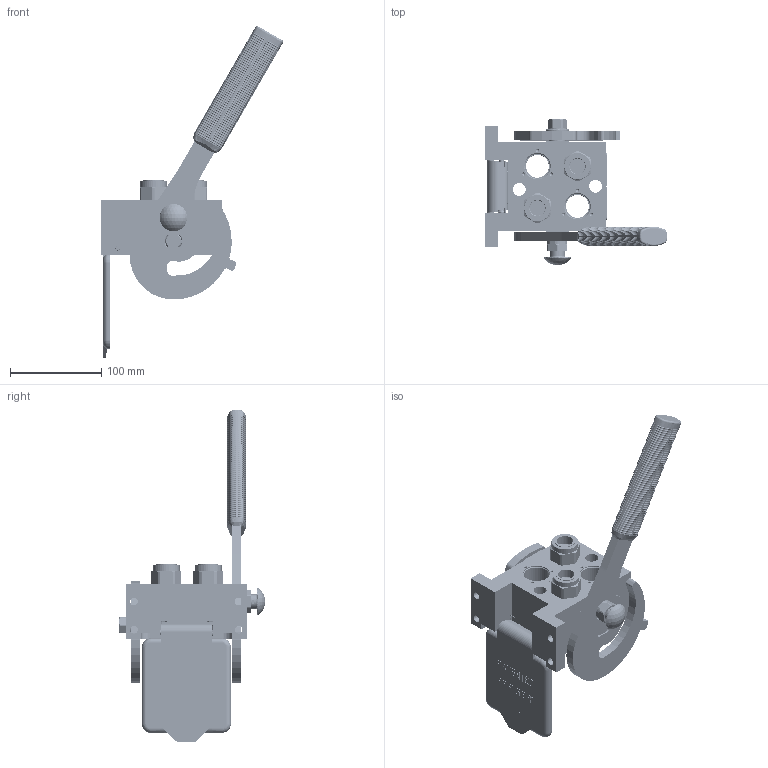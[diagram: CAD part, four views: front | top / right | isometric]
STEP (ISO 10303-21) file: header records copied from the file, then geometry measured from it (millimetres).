
FILE_DESCRIPTION (( 'STEP AP214' ), '1' );
FILE_NAME ('FASTER.step', '2024-11-04T12:41:47', ( '' ), ( '' ), 'SwSTEP 2.0', 'SolidWorks 2017', '' );
FILE_SCHEMA (( 'AUTOMOTIVE_DESIGN' ));
Length unit declared in the file: millimetre
Products named in the file (31): 4870_025_1001_001_ASM; sv002011_m2; FASTER; 4830_025_0000_001; 4870_024_1001_001; 4142_072_1000_300; 4830_025_1000_000; 4830_025_2000_000; 4830_070_0000_001; 4830_022_0000_011; A_2ffnb12_gas_f; 4830_001_0005_300; et012; 4830_020_0000_024; or1_5x7_m; 4870_025_1001_001; sicura_p5; 4830_001_0005_301; P508FA; 1540_080_0012_000; P508_F_A_BASE; 4870_023_1001_000; 4850_024_6001_021; 2ffnb12_gas_f; 4340_014_0000_000; or2_62x17_86; 4820_001_0004_000; curs_molla_12; 4810_001_0001_014; 0048_042_0412_000
Assembly tree (32 placements, depth 4):
  FASTER
    P508_F_A_BASE
      P508FA
        4830_020_0000_024
        4820_001_0004_000
        4810_001_0001_014
        4830_001_0005_300
        4830_001_0005_301
    A_2ffnb12_gas_f  x2
      curs_molla_12
        4340_014_0000_000
        4142_072_1000_300
      2ffnb12_gas_f
        2ffnb12_gas_f
    4870_025_1001_001
      4870_025_1001_001_ASM
        4870_024_1001_001
        4850_024_6001_021
        sv002011_m2
      sicura_p5
        4830_025_0000_001
        or1_5x7_m
        0048_042_0412_000
      4830_025_2000_000
      4830_025_1000_000
      4830_022_0000_011
      4830_070_0000_001
      4870_023_1001_000
      1540_080_0012_000
      or2_62x17_86  x2
    et012
Bounding box: 200.35 x 160.98 x 364.81 mm (x, y, z)
Volume: 214024.3 mm3; surface area: 279132.1 mm2
Topology: 20 solids, 47 shells, 5012 faces, 12493 edges, 7650 vertices
Faces by surface type: plane 2286, cylinder 1366, torus 808, cone 271, bspline 234, sphere 47
Entity records: 173430 total; most frequent: CARTESIAN_POINT 60005, ORIENTED_EDGE 23199, DIRECTION 22353, EDGE_CURVE 11689, AXIS2_PLACEMENT_3D 7860, VERTEX_POINT 7160, VECTOR 6633, LINE 6633
